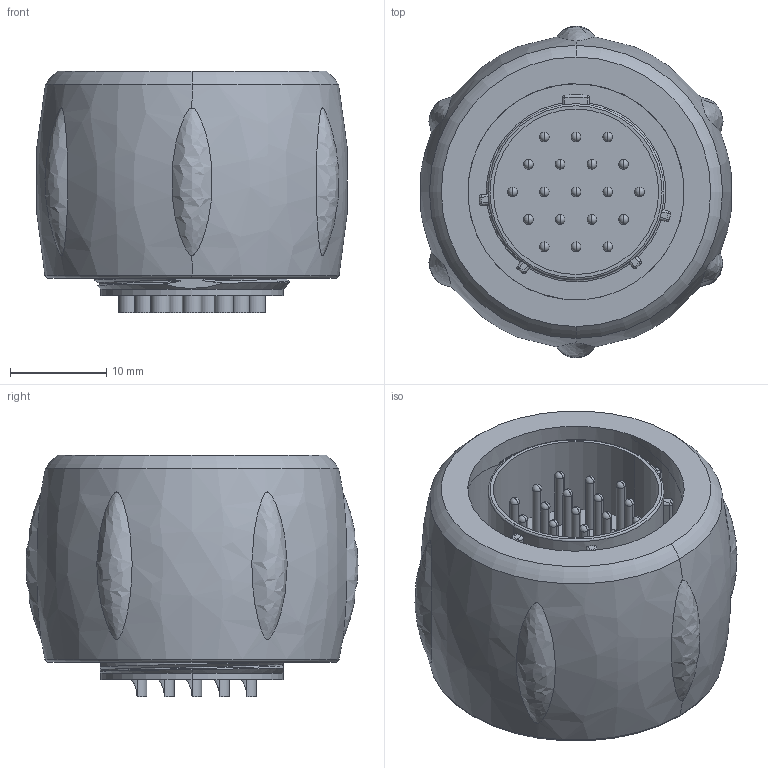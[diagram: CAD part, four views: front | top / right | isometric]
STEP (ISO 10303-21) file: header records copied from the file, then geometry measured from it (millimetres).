
FILE_DESCRIPTION((''),'2;1');
FILE_NAME('UTS614E19P','2011-04-06T',('vsorin'),('SOURIAU'),'PRO/ENGINEER BY PARAMETRIC TECHNOLOGY CORPORATION, 2010140','PRO/ENGINEER BY PARAMETRIC TECHNOLOGY CORPORATION, 2010140','');
FILE_SCHEMA(('CONFIG_CONTROL_DESIGN'));
Length unit declared in the file: millimetre
Products named in the file (1): UTS614E19P
Bounding box: 32.3 x 34.5 x 25.1 mm (x, y, z)
Surface area: 8263.3 mm2 (no closed solid volume)
Topology: 0 solids, 25 shells, 352 faces, 905 edges, 549 vertices
Faces by surface type: cylinder 184, plane 49, sphere 48, bspline 43, torus 21, cone 7
Entity records: 15300 total; most frequent: CARTESIAN_POINT 7279, DIRECTION 1661, ORIENTED_EDGE 1599, EDGE_CURVE 867, AXIS2_PLACEMENT_3D 696, VERTEX_POINT 549, CIRCLE 387, EDGE_LOOP 386
